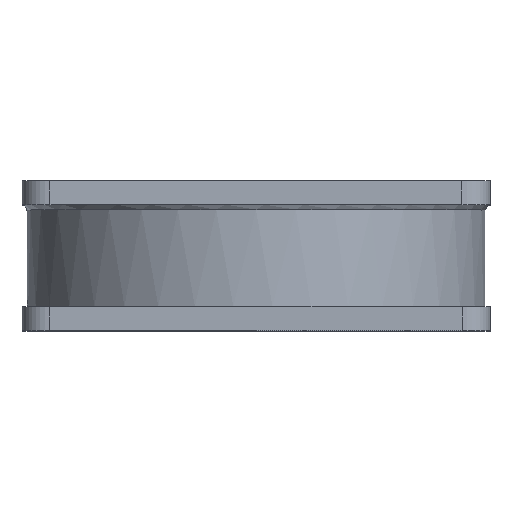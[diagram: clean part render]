
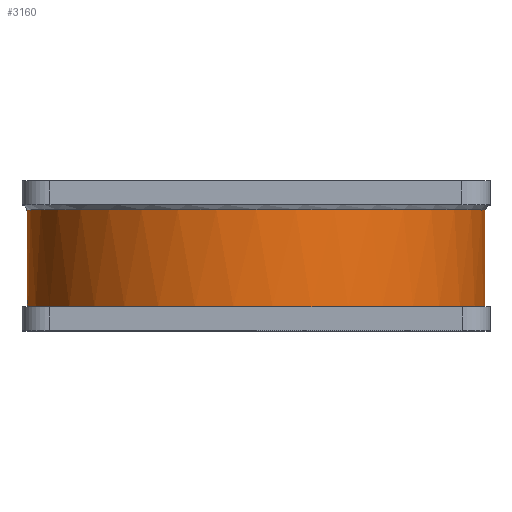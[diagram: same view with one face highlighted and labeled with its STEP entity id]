
A CAD part, top view. The second image highlights one B-rep face of the part: STEP entity #3160.
In plain terms, the highlighted cylindrical face has radius 58.166 mm (diameter 116.332 mm), a full revolution.
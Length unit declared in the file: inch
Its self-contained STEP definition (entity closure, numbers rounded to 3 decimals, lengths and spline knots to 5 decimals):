
#159=FACE_BOUND($,#612,.T.);
#409=FACE_OUTER_BOUND($,#611,.T.);
#611=EDGE_LOOP($,(#2488));
#612=EDGE_LOOP($,(#2489));
#1263=CIRCLE($,#3451,2.29);
#1264=CIRCLE($,#3452,2.29);
#1517=VERTEX_POINT($,#5057);
#1518=VERTEX_POINT($,#5059);
#1891=EDGE_CURVE($,#1517,#1517,#1263,.T.);
#1892=EDGE_CURVE($,#1518,#1518,#1264,.T.);
#2488=ORIENTED_EDGE($,*,*,#1891,.T.);
#2489=ORIENTED_EDGE($,*,*,#1892,.T.);
#3047=CYLINDRICAL_SURFACE($,#3450,2.29);
#3160=ADVANCED_FACE($,(#409,#159),#3047,.T.);
#3450=AXIS2_PLACEMENT_3D($,#5056,#4083,#4084);
#3451=AXIS2_PLACEMENT_3D($,#5058,#4085,#4086);
#3452=AXIS2_PLACEMENT_3D($,#5060,#4087,#4088);
#4083=DIRECTION('center_axis',(0.,-1.,0.));
#4084=DIRECTION('ref_axis',(1.,0.,0.));
#4085=DIRECTION('center_axis',(0.,-1.,0.));
#4086=DIRECTION('ref_axis',(1.,0.,0.));
#4087=DIRECTION('center_axis',(0.,1.,0.));
#4088=DIRECTION('ref_axis',(1.,0.,0.));
#5056=CARTESIAN_POINT('Origin',(-1.77305,-0.14274,0.));
#5057=CARTESIAN_POINT('',(0.51695,0.4619,0.));
#5058=CARTESIAN_POINT('Origin',(-1.77305,0.4619,0.));
#5059=CARTESIAN_POINT('',(0.49695,-0.50739,0.30199));
#5060=CARTESIAN_POINT('Origin',(-1.77305,-0.50739,0.));
